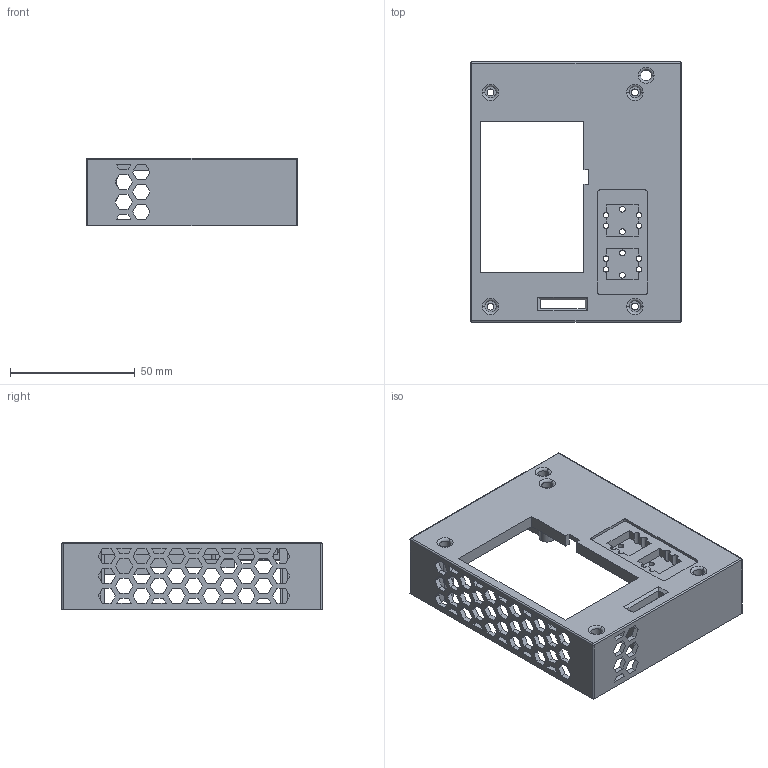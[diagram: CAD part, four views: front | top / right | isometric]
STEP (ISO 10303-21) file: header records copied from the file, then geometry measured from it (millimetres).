
FILE_DESCRIPTION (( 'STEP AP214' ), '1' );
FILE_NAME ('Case Top.STEP', '2019-06-14T13:13:04', ( '' ), ( '' ), 'SwSTEP 2.0', 'SolidWorks 2019', '' );
FILE_SCHEMA (( 'AUTOMOTIVE_DESIGN' ));
Length unit declared in the file: millimetre
Products named in the file (1): Case Top
Bounding box: 84.7 x 104.4 x 27 mm (x, y, z)
Volume: 33861.1 mm3; surface area: 36695.3 mm2
Topology: 1 solids, 1 shells, 684 faces, 2011 edges, 1324 vertices
Faces by surface type: plane 587, cylinder 83, torus 10, sphere 4
Entity records: 22755 total; most frequent: CARTESIAN_POINT 4055, ORIENTED_EDGE 4014, DIRECTION 3562, EDGE_CURVE 2007, LINE 1796, VECTOR 1796, VERTEX_POINT 1324, AXIS2_PLACEMENT_3D 883
